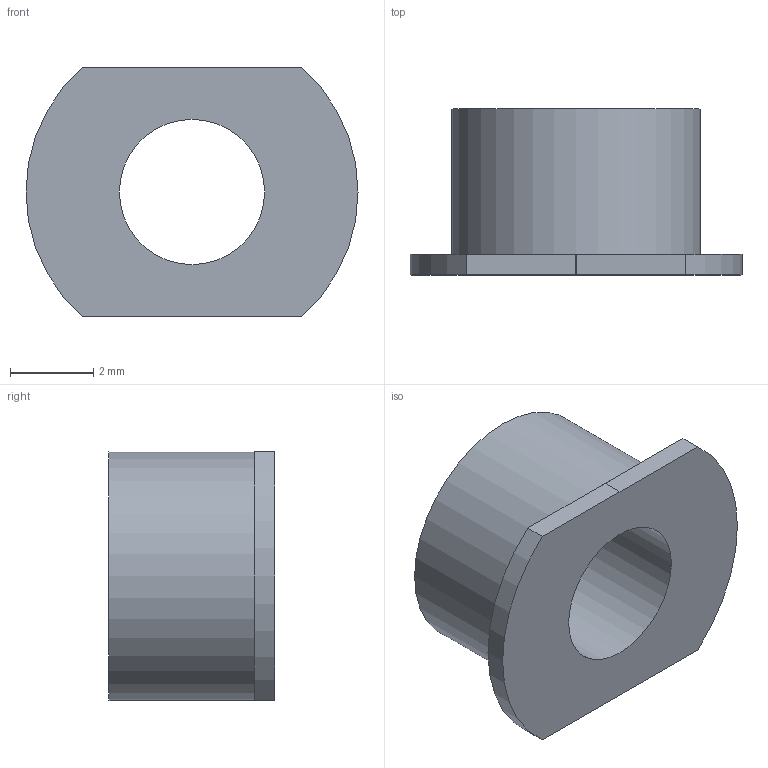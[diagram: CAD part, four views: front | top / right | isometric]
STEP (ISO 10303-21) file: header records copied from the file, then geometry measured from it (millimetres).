
FILE_DESCRIPTION(/* description */ (''),/* implementation_level */ '2;1');
FILE_NAME(/* name */ 'led flashing 35.stp',/* time_stamp */ '2021-10-12T21:19:48+01:00',/* author */ (''),/* organization */ (''),/* preprocessor_version */ 'ST-DEVELOPER v18.1',/* originating_system */ 'Autodesk Translation Framework v10.10.0.1391',/* authorisation */ '');
FILE_SCHEMA (('AUTOMOTIVE_DESIGN { 1 0 10303 214 3 1 1 }'));
Length unit declared in the file: millimetre
Products named in the file (1): led flashing 35
Bounding box: 8 x 4 x 6 mm (x, y, z)
Volume: 82 mm3; surface area: 188.8 mm2
Topology: 1 solids, 1 shells, 11 faces, 26 edges, 17 vertices
Faces by surface type: plane 7, cylinder 4
Full cylindrical faces by diameter (mm): 3.5 x1, 6 x1
Entity records: 349 total; most frequent: DIRECTION 61, CARTESIAN_POINT 55, ORIENTED_EDGE 52, EDGE_CURVE 26, AXIS2_PLACEMENT_3D 23, VERTEX_POINT 17, LINE 15, VECTOR 15
